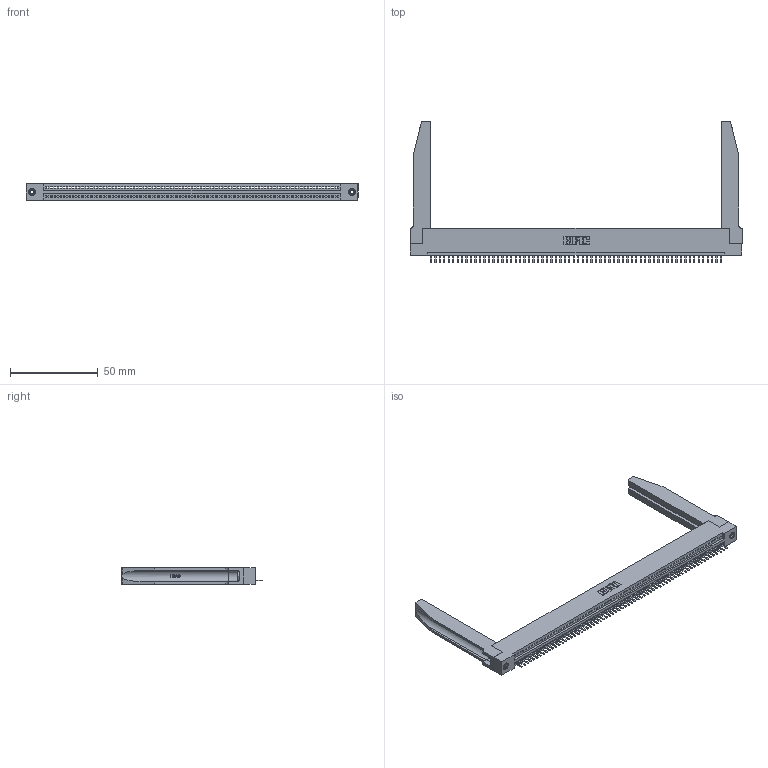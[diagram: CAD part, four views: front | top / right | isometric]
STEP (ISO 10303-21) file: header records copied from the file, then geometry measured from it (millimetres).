
FILE_DESCRIPTION (( 'STEP AP203' ), '1' );
FILE_NAME ('395-066-520-178.STEP', '2019-10-25T06:58:34', ( '' ), ( '' ), 'SwSTEP 2.0', 'SolidWorks 2016', '' );
FILE_SCHEMA (( 'CONFIG_CONTROL_DESIGN' ));
Length unit declared in the file: inch
Products named in the file (5): 395-066-520-178; 345-292-001_345-293-120; 345-250-001_345-250-001-102; 345-220-078_345-220-078; 345 Part_Flush Mounting Lugs - 0.156 Dia-TH
Assembly tree (71 placements, depth 2):
  395-066-520-178
    345 Part_Flush Mounting Lugs - 0.156 Dia-TH
    345-292-001_345-293-120  x66
    345-250-001_345-250-001-102  x2
    345-220-078_345-220-078  x2
Bounding box: 188.87 x 80.64 x 9.4 mm (x, y, z)
Volume: 25716.7 mm3; surface area: 30399.6 mm2
Topology: 71 solids, 71 shells, 4452 faces, 13093 edges, 8542 vertices
Faces by surface type: plane 2994, cylinder 1406, bspline 36, cone 12, torus 4
Entity records: 51296 total; most frequent: CARTESIAN_POINT 9793, ORIENTED_EDGE 8678, DIRECTION 7513, EDGE_CURVE 4339, VECTOR 3845, LINE 3845, VERTEX_POINT 2884, AXIS2_PLACEMENT_3D 1834
